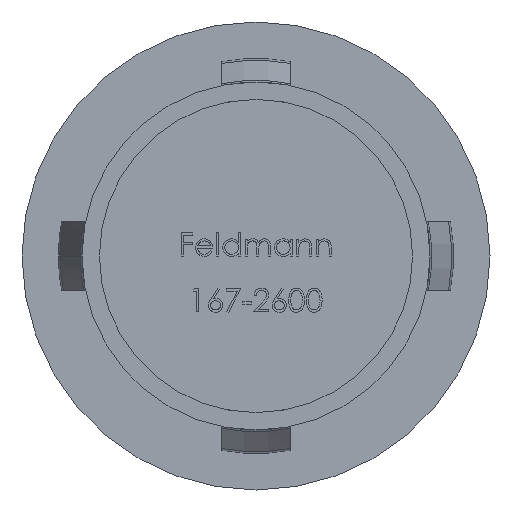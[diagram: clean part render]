
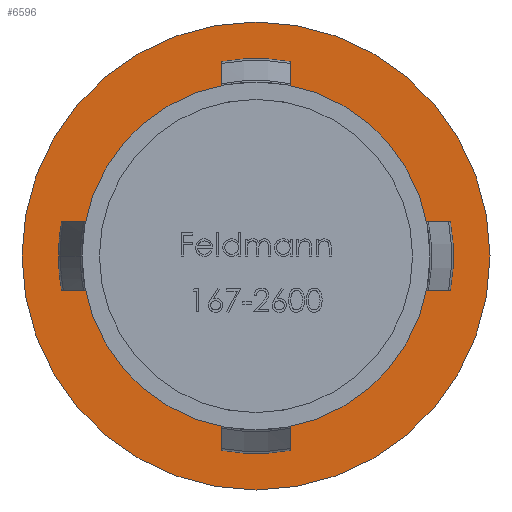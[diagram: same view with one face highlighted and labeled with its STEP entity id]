
A CAD part, front view. The second image highlights one B-rep face of the part: STEP entity #6596.
In plain terms, the highlighted planar face has unit normal (0, -1, 0).
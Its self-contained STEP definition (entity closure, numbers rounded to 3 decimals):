
#251 = FACE_BOUND ( 'NONE', #14385, .T. ) ;
#257 = DIRECTION ( 'NONE',  ( -1., 0., 0. ) ) ;
#461 = CARTESIAN_POINT ( 'NONE',  ( 0., 23.7, 0. ) ) ;
#905 = AXIS2_PLACEMENT_3D ( 'NONE', #8313, #9444, #2741 ) ;
#1261 = CIRCLE ( 'NONE', #1527, 10. ) ;
#1263 = VERTEX_POINT ( 'NONE', #2724 ) ;
#1527 = AXIS2_PLACEMENT_3D ( 'NONE', #461, #2749, #257 ) ;
#2095 = DIRECTION ( 'NONE',  ( 0., 1., 0. ) ) ;
#2549 = DIRECTION ( 'NONE',  ( 0., 1., 0. ) ) ;
#2681 = ORIENTED_EDGE ( 'NONE', *, *, #10343, .F. ) ;
#2724 = CARTESIAN_POINT ( 'NONE',  ( 13.45, 23.7, 0. ) ) ;
#2741 = DIRECTION ( 'NONE',  ( -1., 0., 0. ) ) ;
#2749 = DIRECTION ( 'NONE',  ( 0., 1., 0. ) ) ;
#3317 = CIRCLE ( 'NONE', #905, 10. ) ;
#3520 = EDGE_CURVE ( 'NONE', #10353, #8015, #3317, .T. ) ;
#3620 = FACE_OUTER_BOUND ( 'NONE', #13222, .T. ) ;
#3687 = EDGE_CURVE ( 'NONE', #1263, #7313, #11549, .T. ) ;
#3700 = AXIS2_PLACEMENT_3D ( 'NONE', #6650, #2095, #8975 ) ;
#4879 = AXIS2_PLACEMENT_3D ( 'NONE', #10755, #11876, #12173 ) ;
#4949 = DIRECTION ( 'NONE',  ( -1., 0., 0. ) ) ;
#5173 = CARTESIAN_POINT ( 'NONE',  ( 10., 23.7, 0. ) ) ;
#6194 = CIRCLE ( 'NONE', #12561, 13.45 ) ;
#6596 = ADVANCED_FACE ( 'NONE', ( #3620, #251 ), #14576, .F. ) ;
#6650 = CARTESIAN_POINT ( 'NONE',  ( 13.45, 23.7, 0. ) ) ;
#7313 = VERTEX_POINT ( 'NONE', #13066 ) ;
#8015 = VERTEX_POINT ( 'NONE', #5173 ) ;
#8080 = ORIENTED_EDGE ( 'NONE', *, *, #10365, .T. ) ;
#8313 = CARTESIAN_POINT ( 'NONE',  ( 0., 23.7, 0. ) ) ;
#8975 = DIRECTION ( 'NONE',  ( -1., 0., 0. ) ) ;
#9302 = CARTESIAN_POINT ( 'NONE',  ( -10., 23.7, 0. ) ) ;
#9444 = DIRECTION ( 'NONE',  ( 0., 1., 0. ) ) ;
#9944 = ORIENTED_EDGE ( 'NONE', *, *, #3520, .T. ) ;
#10343 = EDGE_CURVE ( 'NONE', #7313, #1263, #6194, .T. ) ;
#10353 = VERTEX_POINT ( 'NONE', #9302 ) ;
#10365 = EDGE_CURVE ( 'NONE', #8015, #10353, #1261, .T. ) ;
#10755 = CARTESIAN_POINT ( 'NONE',  ( 0., 23.7, 0. ) ) ;
#11549 = CIRCLE ( 'NONE', #4879, 13.45 ) ;
#11664 = CARTESIAN_POINT ( 'NONE',  ( 0., 23.7, 0. ) ) ;
#11876 = DIRECTION ( 'NONE',  ( 0., 1., 0. ) ) ;
#12173 = DIRECTION ( 'NONE',  ( -1., 0., 0. ) ) ;
#12309 = ORIENTED_EDGE ( 'NONE', *, *, #3687, .F. ) ;
#12561 = AXIS2_PLACEMENT_3D ( 'NONE', #11664, #2549, #4949 ) ;
#13066 = CARTESIAN_POINT ( 'NONE',  ( -13.45, 23.7, 0. ) ) ;
#13222 = EDGE_LOOP ( 'NONE', ( #2681, #12309 ) ) ;
#14385 = EDGE_LOOP ( 'NONE', ( #9944, #8080 ) ) ;
#14576 = PLANE ( 'NONE',  #3700 ) ;
